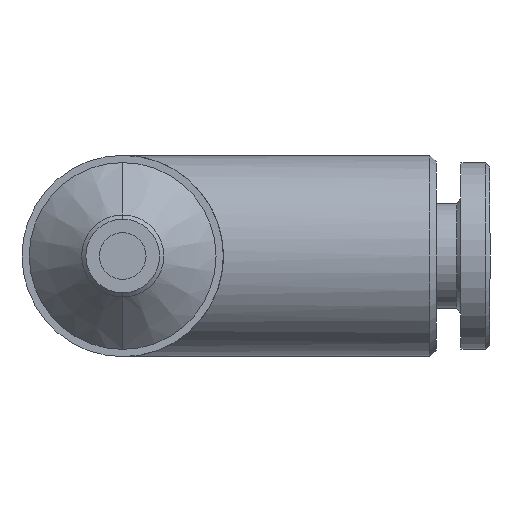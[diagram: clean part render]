
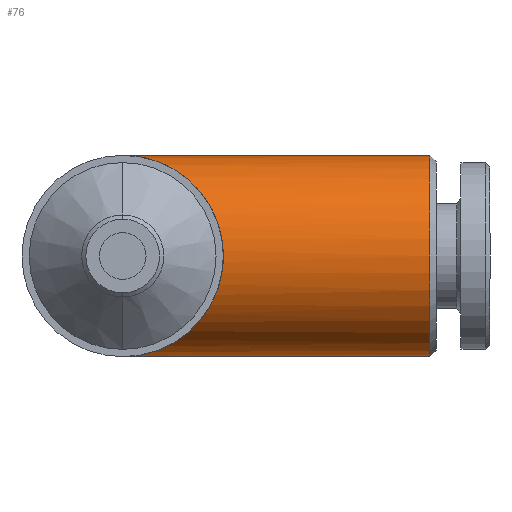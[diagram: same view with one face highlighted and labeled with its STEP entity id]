
A CAD part, front view. The second image highlights one B-rep face of the part: STEP entity #76.
In plain terms, the highlighted cylindrical face has radius 4.85 mm (diameter 9.7 mm), a partial arc.
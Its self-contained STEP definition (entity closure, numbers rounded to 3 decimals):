
#43 = ORIENTED_EDGE ( 'NONE', *, *, #415, .F. ) ;
#44 = ORIENTED_EDGE ( 'NONE', *, *, #45, .T. ) ;
#45 = EDGE_CURVE ( 'NONE', #405, #408, #1191, .T. ) ;
#46 = ORIENTED_EDGE ( 'NONE', *, *, #855, .T. ) ;
#47 = ORIENTED_EDGE ( 'NONE', *, *, #386, .T. ) ;
#76 = ADVANCED_FACE ( 'NONE', ( #1172 ), #1171, .T. ) ;
#77 = EDGE_LOOP ( 'NONE', ( #43, #44, #46, #47 ) ) ;
#386 = EDGE_CURVE ( 'NONE', #853, #416, #1777, .T. ) ;
#405 = VERTEX_POINT ( 'NONE', #1883 ) ;
#408 = VERTEX_POINT ( 'NONE', #1877 ) ;
#415 = EDGE_CURVE ( 'NONE', #405, #416, #1866, .T. ) ;
#416 = VERTEX_POINT ( 'NONE', #1862 ) ;
#853 = VERTEX_POINT ( 'NONE', #2603 ) ;
#855 = EDGE_CURVE ( 'NONE', #408, #853, #2622, .T. ) ;
#1166 = DIRECTION ( 'NONE',  ( 0., 0., 1. ) ) ;
#1167 = DIRECTION ( 'NONE',  ( -1., 0., 0. ) ) ;
#1168 = AXIS2_PLACEMENT_3D ( 'NONE', #1170, #1167, #1166 ) ;
#1170 = CARTESIAN_POINT ( 'NONE',  ( -5.577, 12., 0. ) ) ;
#1171 = CYLINDRICAL_SURFACE ( 'NONE', #1168, 4.85 ) ;
#1172 = FACE_OUTER_BOUND ( 'NONE', #77, .T. ) ;
#1187 = DIRECTION ( 'NONE',  ( 0., 0., 1. ) ) ;
#1188 = DIRECTION ( 'NONE',  ( -1., 0., 0. ) ) ;
#1189 = CARTESIAN_POINT ( 'NONE',  ( 14.8, 12., 0. ) ) ;
#1190 = AXIS2_PLACEMENT_3D ( 'NONE', #1189, #1188, #1187 ) ;
#1191 = CIRCLE ( 'NONE', #1190, 4.85 ) ;
#1774 = CARTESIAN_POINT ( 'NONE',  ( 9.7, 2.3, -4.85 ) ) ;
#1775 = CARTESIAN_POINT ( 'NONE',  ( 9.7, 2.3, 4.85 ) ) ;
#1776 = CARTESIAN_POINT ( 'NONE',  ( 0., 12., 4.85 ) ) ;
#1777 =( BOUNDED_CURVE ( )  B_SPLINE_CURVE ( 3, ( #1776, #1775, #1774, #1827 ),
 .UNSPECIFIED., .F., .T. ) 
 B_SPLINE_CURVE_WITH_KNOTS ( ( 4, 4 ),
 ( 4.712, 7.854 ),
 .UNSPECIFIED. ) 
 CURVE ( )  GEOMETRIC_REPRESENTATION_ITEM ( )  RATIONAL_B_SPLINE_CURVE ( ( 1., 0.333, 0.333, 1. ) ) 
 REPRESENTATION_ITEM ( '' )  );
#1827 = CARTESIAN_POINT ( 'NONE',  ( 0., 12., -4.85 ) ) ;
#1862 = CARTESIAN_POINT ( 'NONE',  ( 0., 12., -4.85 ) ) ;
#1863 = DIRECTION ( 'NONE',  ( -1., 0., 0. ) ) ;
#1864 = VECTOR ( 'NONE', #1863, 1000. ) ;
#1865 = CARTESIAN_POINT ( 'NONE',  ( -5.577, 12., -4.85 ) ) ;
#1866 = LINE ( 'NONE', #1865, #1864 ) ;
#1877 = CARTESIAN_POINT ( 'NONE',  ( 14.8, 12., 4.85 ) ) ;
#1883 = CARTESIAN_POINT ( 'NONE',  ( 14.8, 12., -4.85 ) ) ;
#2590 = DIRECTION ( 'NONE',  ( -1., 0., 0. ) ) ;
#2591 = VECTOR ( 'NONE', #2590, 1000. ) ;
#2592 = CARTESIAN_POINT ( 'NONE',  ( -5.577, 12., 4.85 ) ) ;
#2603 = CARTESIAN_POINT ( 'NONE',  ( 0., 12., 4.85 ) ) ;
#2622 = LINE ( 'NONE', #2592, #2591 ) ;
